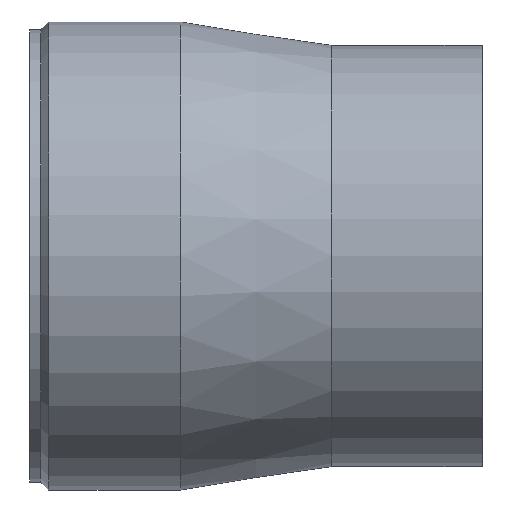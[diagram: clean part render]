
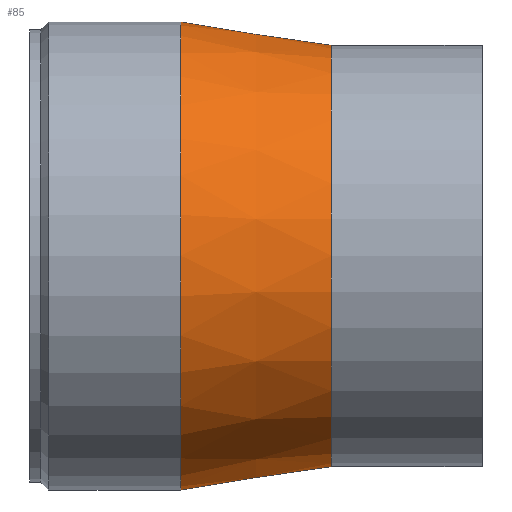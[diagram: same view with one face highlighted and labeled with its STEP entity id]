
A CAD part, top view. The second image highlights one B-rep face of the part: STEP entity #85.
In plain terms, the highlighted conical face has half-angle 8.82 degrees and reference radius 40.5 mm.
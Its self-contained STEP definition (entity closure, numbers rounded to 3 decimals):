
#85 = ADVANCED_FACE( '', ( #119, #120 ), #121, .T. );
#119 = FACE_OUTER_BOUND( '', #158, .T. );
#120 = FACE_BOUND( '', #159, .T. );
#121 = CONICAL_SURFACE( '', #160, 40.5, 0.154 );
#158 = EDGE_LOOP( '', ( #217 ) );
#159 = EDGE_LOOP( '', ( #218 ) );
#160 = AXIS2_PLACEMENT_3D( '', #219, #220, #221 );
#217 = ORIENTED_EDGE( '', *, *, #243, .T. );
#218 = ORIENTED_EDGE( '', *, *, #242, .F. );
#219 = CARTESIAN_POINT( '', ( 0., 0., 0. ) );
#220 = DIRECTION( '', ( -1., 0., 0. ) );
#221 = DIRECTION( '', ( 0., 0., 1. ) );
#242 = EDGE_CURVE( '', #265, #265, #266, .T. );
#243 = EDGE_CURVE( '', #267, #267, #268, .T. );
#265 = VERTEX_POINT( '', #291 );
#266 = CIRCLE( '', #292, 40.5 );
#267 = VERTEX_POINT( '', #293 );
#268 = CIRCLE( '', #294, 45. );
#291 = CARTESIAN_POINT( '', ( 0., 0., -40.5 ) );
#292 = AXIS2_PLACEMENT_3D( '', #327, #328, #329 );
#293 = CARTESIAN_POINT( '', ( -29., 0., -45. ) );
#294 = AXIS2_PLACEMENT_3D( '', #330, #331, #332 );
#327 = CARTESIAN_POINT( '', ( 0., 0., 0. ) );
#328 = DIRECTION( '', ( 1., 0., 0. ) );
#329 = DIRECTION( '', ( 0., 0., -1. ) );
#330 = CARTESIAN_POINT( '', ( -29., 0., 0. ) );
#331 = DIRECTION( '', ( 1., 0., 0. ) );
#332 = DIRECTION( '', ( 0., 0., -1. ) );
